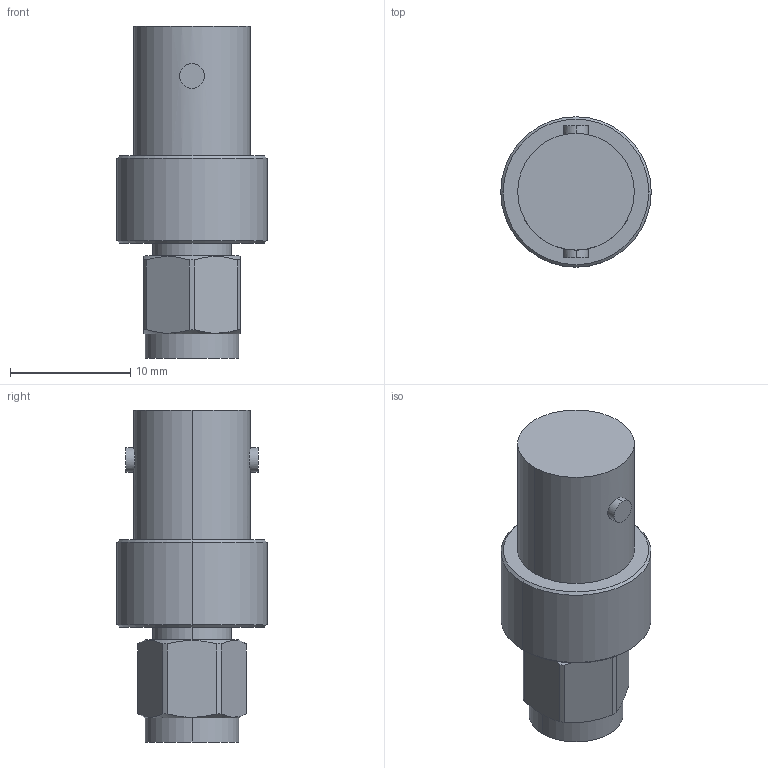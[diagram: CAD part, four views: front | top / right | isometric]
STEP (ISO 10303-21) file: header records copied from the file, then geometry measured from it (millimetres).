
FILE_DESCRIPTION (( 'STEP AP214' ), '1' );
FILE_NAME ('J01008A0025.STEP', '2018-11-14T14:44:26', ( '' ), ( '' ), 'SwSTEP 2.0', 'SolidWorks 2017', '' );
FILE_SCHEMA (( 'AUTOMOTIVE_DESIGN' ));
Length unit declared in the file: millimetre
Products named in the file (1): J01008A0025
Bounding box: 12.5 x 12.5 x 27.6 mm (x, y, z)
Volume: 2178.6 mm3; surface area: 1143.9 mm2
Topology: 1 solids, 1 shells, 39 faces, 90 edges, 58 vertices
Faces by surface type: cylinder 18, plane 13, cone 8
Entity records: 1272 total; most frequent: CARTESIAN_POINT 352, DIRECTION 188, ORIENTED_EDGE 180, EDGE_CURVE 90, AXIS2_PLACEMENT_3D 78, VERTEX_POINT 58, EDGE_LOOP 44, FACE_OUTER_BOUND 39
